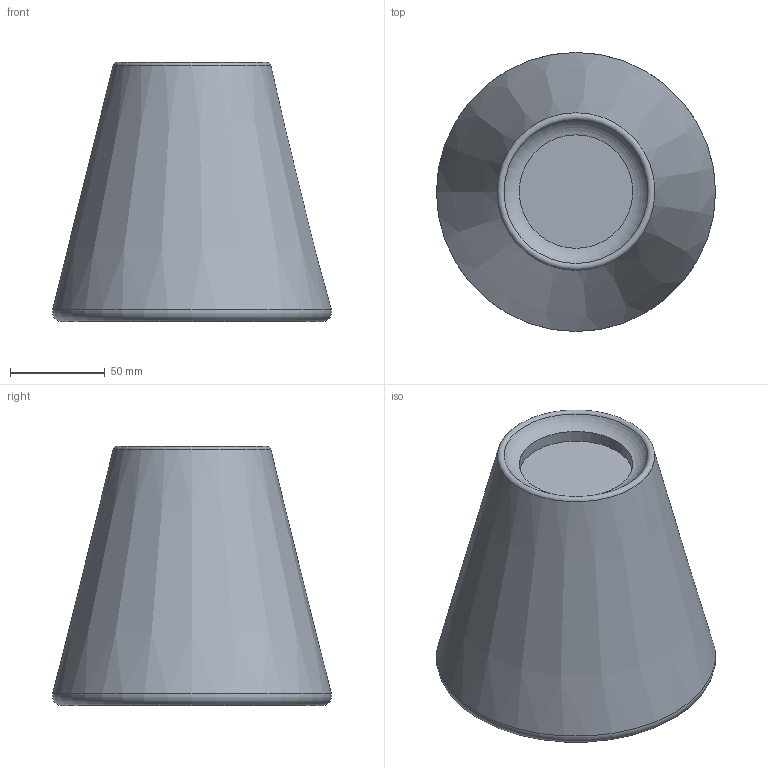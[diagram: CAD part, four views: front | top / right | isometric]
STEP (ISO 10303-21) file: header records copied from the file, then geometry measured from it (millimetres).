
FILE_DESCRIPTION(/* description */ (''),/* implementation_level */ '2;1');
FILE_NAME(/* name */ 'cone mk 2 v5.step',/* time_stamp */ '2019-08-07T14:59:34+07:00',/* author */ (''),/* organization */ (''),/* preprocessor_version */ 'ST-DEVELOPER v18',/* originating_system */ 'Autodesk Translation Framework v8.2.0.1029',/* authorisation */ '');
FILE_SCHEMA (('AUTOMOTIVE_DESIGN { 1 0 10303 214 3 1 1 }'));
Length unit declared in the file: millimetre
Products named in the file (1): cone mk 2
Bounding box: 147.56 x 147.56 x 136.89 mm (x, y, z)
Volume: 1045717.8 mm3; surface area: 98098.3 mm2
Topology: 1 solids, 1 shells, 12 faces, 30 edges, 22 vertices
Faces by surface type: plane 4, torus 3, cylinder 3, cone 1, bspline 1
Full cylindrical faces by diameter (mm): 60 x2, 85 x1
Entity records: 443 total; most frequent: CARTESIAN_POINT 91, DIRECTION 80, ORIENTED_EDGE 60, AXIS2_PLACEMENT_3D 38, EDGE_CURVE 30, CIRCLE 26, VERTEX_POINT 22, EDGE_LOOP 14
